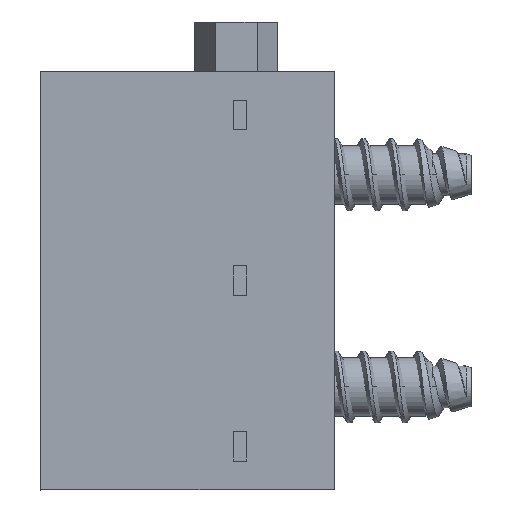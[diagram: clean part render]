
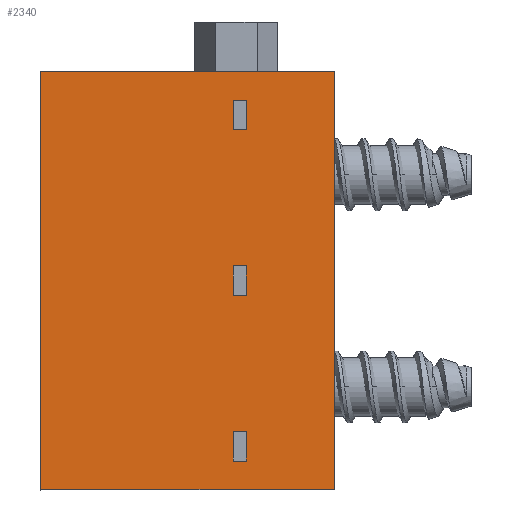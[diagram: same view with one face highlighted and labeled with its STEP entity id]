
A CAD part, top view. The second image highlights one B-rep face of the part: STEP entity #2340.
In plain terms, the highlighted planar face has unit normal (0, 0, 1).
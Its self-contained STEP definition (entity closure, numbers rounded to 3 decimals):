
#316=PLANE('',#2549);
#365=FACE_OUTER_BOUND('',#504,.T.);
#504=EDGE_LOOP('',(#1648,#1649,#1650,#1651));
#654=LINE('',#3416,#809);
#656=LINE('',#3422,#811);
#659=LINE('',#3427,#814);
#660=LINE('',#3428,#815);
#809=VECTOR('',#2802,10.);
#811=VECTOR('',#2806,10.);
#814=VECTOR('',#2811,10.);
#815=VECTOR('',#2812,10.);
#1042=VERTEX_POINT('',#3410);
#1044=VERTEX_POINT('',#3414);
#1045=VERTEX_POINT('',#3418);
#1047=VERTEX_POINT('',#3421);
#1282=EDGE_CURVE('',#1042,#1044,#654,.T.);
#1284=EDGE_CURVE('',#1047,#1045,#656,.T.);
#1287=EDGE_CURVE('',#1044,#1047,#659,.T.);
#1288=EDGE_CURVE('',#1045,#1042,#660,.T.);
#1648=ORIENTED_EDGE('',*,*,#1282,.T.);
#1649=ORIENTED_EDGE('',*,*,#1287,.T.);
#1650=ORIENTED_EDGE('',*,*,#1284,.T.);
#1651=ORIENTED_EDGE('',*,*,#1288,.T.);
#2340=ADVANCED_FACE('',(#365),#316,.T.);
#2549=AXIS2_PLACEMENT_3D('',#3426,#2809,#2810);
#2802=DIRECTION('',(-1.,0.,0.));
#2806=DIRECTION('',(1.,0.,0.));
#2809=DIRECTION('center_axis',(0.,0.,
1.));
#2810=DIRECTION('ref_axis',(1.,0.,0.));
#2811=DIRECTION('',(0.,-1.,0.));
#2812=DIRECTION('',(0.,1.,0.));
#3410=CARTESIAN_POINT('',(2.598,-3.05,23.765));
#3414=CARTESIAN_POINT('',(-6.402,-3.05,23.765));
#3416=CARTESIAN_POINT('',(-6.402,-3.05,23.765));
#3418=CARTESIAN_POINT('',(2.598,-15.85,23.765));
#3421=CARTESIAN_POINT('',(-6.402,-15.85,23.765));
#3422=CARTESIAN_POINT('',(-6.402,-15.85,23.765));
#3426=CARTESIAN_POINT('Origin',(-6.402,-15.,23.765));
#3427=CARTESIAN_POINT('',(-6.402,-15.,23.765));
#3428=CARTESIAN_POINT('',(2.598,-9.025,23.765));
